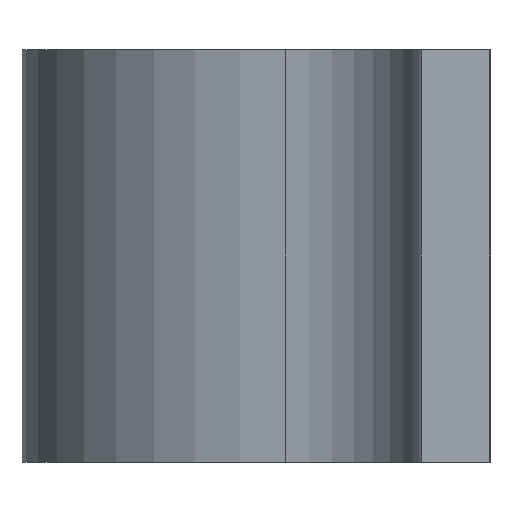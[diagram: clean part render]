
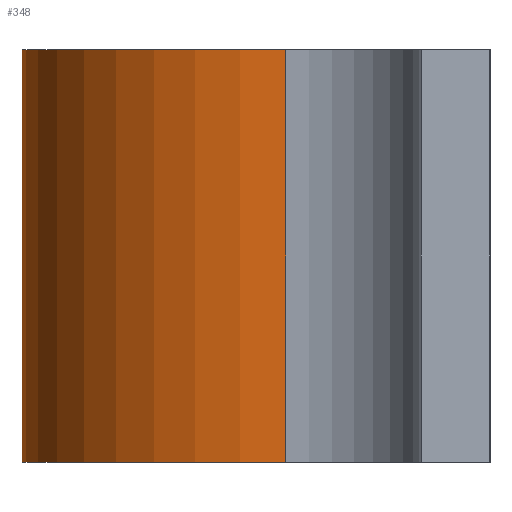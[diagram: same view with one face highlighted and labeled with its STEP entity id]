
A CAD part, left-side view. The second image highlights one B-rep face of the part: STEP entity #348.
In plain terms, the highlighted cylindrical face has radius 19.5 mm (diameter 39 mm), a partial arc.
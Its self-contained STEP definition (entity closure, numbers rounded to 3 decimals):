
#40=FACE_OUTER_BOUND('',#60,.T.);
#60=EDGE_LOOP('',(#267,#268,#269,#270));
#82=LINE('',#542,#114);
#86=LINE('',#554,#118);
#114=VECTOR('',#444,10.);
#118=VECTOR('',#454,10.);
#153=CIRCLE('',#393,19.5);
#154=CIRCLE('',#394,19.5);
#165=VERTEX_POINT('',#535);
#168=VERTEX_POINT('',#540);
#172=VERTEX_POINT('',#551);
#173=VERTEX_POINT('',#553);
#204=EDGE_CURVE('',#168,#165,#82,.T.);
#209=EDGE_CURVE('',#172,#173,#86,.T.);
#212=EDGE_CURVE('',#173,#168,#153,.T.);
#213=EDGE_CURVE('',#172,#165,#154,.T.);
#267=ORIENTED_EDGE('',*,*,#204,.F.);
#268=ORIENTED_EDGE('',*,*,#212,.F.);
#269=ORIENTED_EDGE('',*,*,#209,.F.);
#270=ORIENTED_EDGE('',*,*,#213,.T.);
#339=CYLINDRICAL_SURFACE('',#392,19.5);
#348=ADVANCED_FACE('',(#40),#339,.T.);
#392=AXIS2_PLACEMENT_3D('',#558,#458,#459);
#393=AXIS2_PLACEMENT_3D('',#559,#460,#461);
#394=AXIS2_PLACEMENT_3D('',#560,#462,#463);
#444=DIRECTION('',(0.,0.,-1.));
#454=DIRECTION('',(0.,0.,1.));
#458=DIRECTION('center_axis',(0.,0.,1.));
#459=DIRECTION('ref_axis',(0.,1.,0.));
#460=DIRECTION('center_axis',(0.,0.,1.));
#461=DIRECTION('ref_axis',(0.873,-0.487,0.));
#462=DIRECTION('center_axis',(0.,0.,1.));
#463=DIRECTION('ref_axis',(0.873,-0.487,0.));
#535=CARTESIAN_POINT('',(-19.497,0.331,0.));
#540=CARTESIAN_POINT('',(-19.497,0.331,30.));
#542=CARTESIAN_POINT('',(-19.497,0.331,0.));
#551=CARTESIAN_POINT('',(19.497,0.331,0.));
#553=CARTESIAN_POINT('',(19.497,0.331,30.));
#554=CARTESIAN_POINT('',(19.497,0.331,0.));
#558=CARTESIAN_POINT('Origin',(0.,0.,0.));
#559=CARTESIAN_POINT('Origin',(0.,0.,30.));
#560=CARTESIAN_POINT('Origin',(0.,0.,0.));
